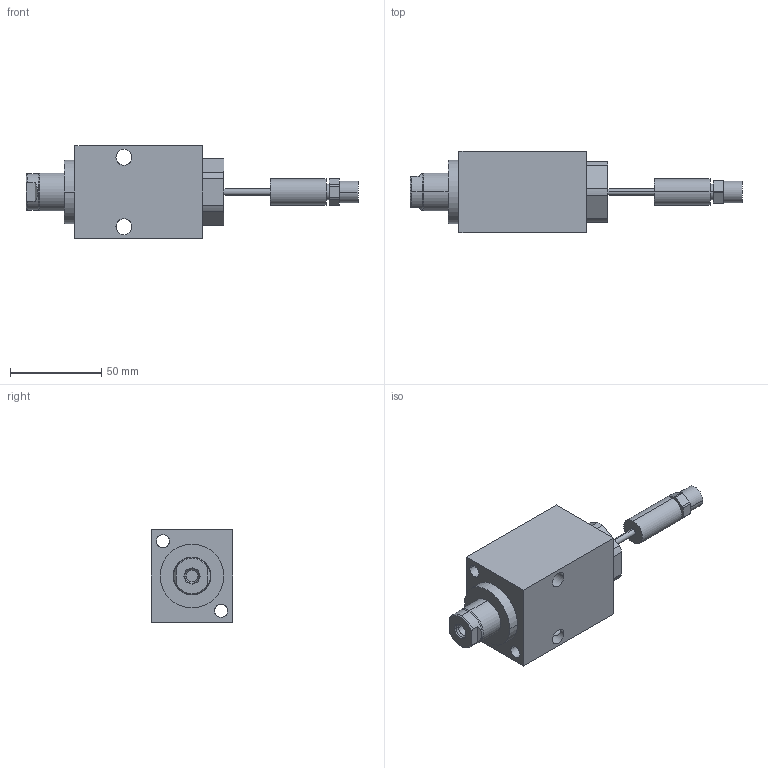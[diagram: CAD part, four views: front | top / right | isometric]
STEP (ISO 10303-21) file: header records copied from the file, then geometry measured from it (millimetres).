
FILE_DESCRIPTION((''),'2;1');
FILE_NAME('ILC20121001US','2025-03-18T13:22:30',('Asawyer'),(''),'CREO PARAMETRIC BY PTC INC, 2021164','CREO PARAMETRIC BY PTC INC, 2021164','');
FILE_SCHEMA(('AUTOMOTIVE_DESIGN { 1 0 10303 214 1 1 1 1 }'));
Length unit declared in the file: inch
Products named in the file (1): ILC20121001US
Bounding box: 181.61 x 44.45 x 50.8 mm (x, y, z)
Volume: 175030.2 mm3; surface area: 29991.2 mm2
Topology: 1 solids, 2 shells, 99 faces, 248 edges, 160 vertices
Faces by surface type: cylinder 49, plane 36, cone 12, torus 2
Entity records: 4485 total; most frequent: CARTESIAN_POINT 741, DIRECTION 586, ORIENTED_EDGE 484, PRESENTATION_STYLE_ASSIGNMENT 291, STYLED_ITEM 273, CURVE_STYLE 271, EDGE_CURVE 244, AXIS2_PLACEMENT_3D 217
